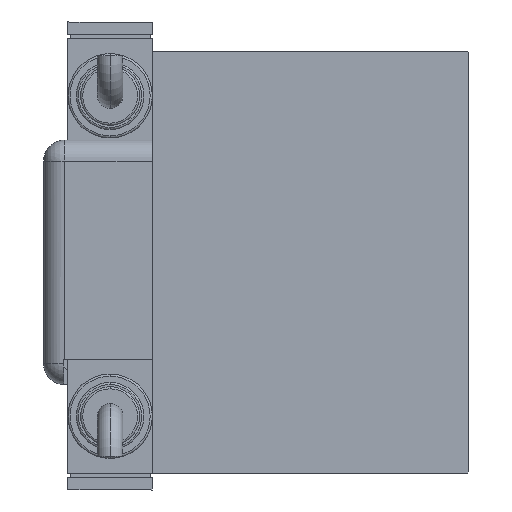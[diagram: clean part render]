
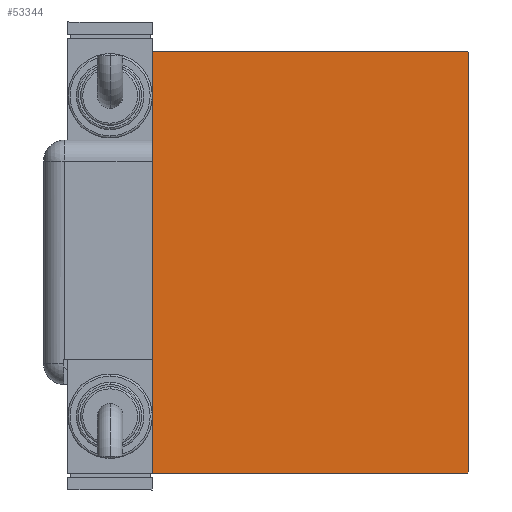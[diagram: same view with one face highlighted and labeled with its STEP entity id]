
A CAD part, left-side view. The second image highlights one B-rep face of the part: STEP entity #53344.
In plain terms, the highlighted face is planar.
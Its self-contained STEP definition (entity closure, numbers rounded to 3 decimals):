
#833 = VERTEX_POINT ( 'NONE', #1563 ) ;
#1270 = CARTESIAN_POINT ( 'NONE',  ( 98., -37.5, -49.7 ) ) ;
#1563 = CARTESIAN_POINT ( 'NONE',  ( 98., -37.2, -50. ) ) ;
#4248 = EDGE_CURVE ( 'NONE', #32411, #44449, #47042, .T. ) ;
#4946 = ORIENTED_EDGE ( 'NONE', *, *, #4248, .T. ) ;
#6331 = ORIENTED_EDGE ( 'NONE', *, *, #53093, .T. ) ;
#6890 = LINE ( 'NONE', #24975, #50268 ) ;
#9639 = VECTOR ( 'NONE', #16936, 1000. ) ;
#12346 = CARTESIAN_POINT ( 'NONE',  ( 98., -37.2, 50. ) ) ;
#13515 = CARTESIAN_POINT ( 'NONE',  ( 98., -37.5, -50. ) ) ;
#15109 = EDGE_CURVE ( 'NONE', #50844, #51792, #57130, .T. ) ;
#15950 = DIRECTION ( 'NONE',  ( 0., -0.707, -0.707 ) ) ;
#16699 = LINE ( 'NONE', #34507, #27383 ) ;
#16936 = DIRECTION ( 'NONE',  ( 0., 0.707, 0.707 ) ) ;
#17234 = LINE ( 'NONE', #25251, #9639 ) ;
#17682 = EDGE_CURVE ( 'NONE', #48262, #50844, #6890, .T. ) ;
#19338 = DIRECTION ( 'NONE',  ( 1., 0., 0. ) ) ;
#20329 = EDGE_CURVE ( 'NONE', #42122, #32411, #52979, .T. ) ;
#20528 = DIRECTION ( 'NONE',  ( 0., 0., 1. ) ) ;
#20668 = DIRECTION ( 'NONE',  ( 0., 0., -1. ) ) ;
#20990 = CARTESIAN_POINT ( 'NONE',  ( 98., 43.6, 43.6 ) ) ;
#21179 = ORIENTED_EDGE ( 'NONE', *, *, #17682, .T. ) ;
#21831 = ORIENTED_EDGE ( 'NONE', *, *, #26946, .T. ) ;
#22505 = VECTOR ( 'NONE', #34465, 1000. ) ;
#23785 = CARTESIAN_POINT ( 'NONE',  ( 98., 0., 0. ) ) ;
#24803 = VECTOR ( 'NONE', #15950, 1000. ) ;
#24975 = CARTESIAN_POINT ( 'NONE',  ( 98., 37.5, -50. ) ) ;
#25251 = CARTESIAN_POINT ( 'NONE',  ( 98., 43.6, -43.6 ) ) ;
#26946 = EDGE_CURVE ( 'NONE', #51552, #48262, #17234, .T. ) ;
#27383 = VECTOR ( 'NONE', #30659, 1000. ) ;
#28247 = PLANE ( 'NONE',  #31168 ) ;
#30040 = VECTOR ( 'NONE', #20668, 1000. ) ;
#30659 = DIRECTION ( 'NONE',  ( 0., 0.707, -0.707 ) ) ;
#31168 = AXIS2_PLACEMENT_3D ( 'NONE', #23785, #19338, #37425 ) ;
#32411 = VERTEX_POINT ( 'NONE', #32713 ) ;
#32713 = CARTESIAN_POINT ( 'NONE',  ( 98., -37.5, 49.7 ) ) ;
#34465 = DIRECTION ( 'NONE',  ( 0., -1., 0. ) ) ;
#34507 = CARTESIAN_POINT ( 'NONE',  ( 98., -43.6, -43.6 ) ) ;
#37425 = DIRECTION ( 'NONE',  ( 0., 0., -1. ) ) ;
#38206 = DIRECTION ( 'NONE',  ( 0., -0.707, 0.707 ) ) ;
#38431 = VECTOR ( 'NONE', #41086, 1000. ) ;
#38928 = CARTESIAN_POINT ( 'NONE',  ( 98., 37.5, 50. ) ) ;
#39496 = CARTESIAN_POINT ( 'NONE',  ( 98., 37.5, -49.7 ) ) ;
#41086 = DIRECTION ( 'NONE',  ( 0., 1., 0. ) ) ;
#42122 = VERTEX_POINT ( 'NONE', #12346 ) ;
#43480 = CARTESIAN_POINT ( 'NONE',  ( 98., -37.5, 50. ) ) ;
#43543 = VECTOR ( 'NONE', #38206, 1000. ) ;
#44449 = VERTEX_POINT ( 'NONE', #1270 ) ;
#45055 = EDGE_CURVE ( 'NONE', #833, #51552, #54118, .T. ) ;
#45124 = ORIENTED_EDGE ( 'NONE', *, *, #45055, .T. ) ;
#47010 = CARTESIAN_POINT ( 'NONE',  ( 98., 37.2, 50. ) ) ;
#47042 = LINE ( 'NONE', #43480, #30040 ) ;
#48262 = VERTEX_POINT ( 'NONE', #39496 ) ;
#49404 = EDGE_CURVE ( 'NONE', #51792, #42122, #55205, .T. ) ;
#49998 = CARTESIAN_POINT ( 'NONE',  ( 98., 37.5, 49.7 ) ) ;
#50268 = VECTOR ( 'NONE', #20528, 1000. ) ;
#50844 = VERTEX_POINT ( 'NONE', #49998 ) ;
#51552 = VERTEX_POINT ( 'NONE', #51894 ) ;
#51792 = VERTEX_POINT ( 'NONE', #47010 ) ;
#51894 = CARTESIAN_POINT ( 'NONE',  ( 98., 37.2, -50. ) ) ;
#52979 = LINE ( 'NONE', #56552, #24803 ) ;
#53093 = EDGE_CURVE ( 'NONE', #44449, #833, #16699, .T. ) ;
#53340 = EDGE_LOOP ( 'NONE', ( #45124, #21831, #21179, #56606, #57687, #58177, #4946, #6331 ) ) ;
#53344 = ADVANCED_FACE ( 'NONE', ( #55766 ), #28247, .T. ) ;
#54118 = LINE ( 'NONE', #13515, #38431 ) ;
#55205 = LINE ( 'NONE', #38928, #22505 ) ;
#55766 = FACE_OUTER_BOUND ( 'NONE', #53340, .T. ) ;
#56552 = CARTESIAN_POINT ( 'NONE',  ( 98., -43.6, 43.6 ) ) ;
#56606 = ORIENTED_EDGE ( 'NONE', *, *, #15109, .T. ) ;
#57130 = LINE ( 'NONE', #20990, #43543 ) ;
#57687 = ORIENTED_EDGE ( 'NONE', *, *, #49404, .T. ) ;
#58177 = ORIENTED_EDGE ( 'NONE', *, *, #20329, .T. ) ;
